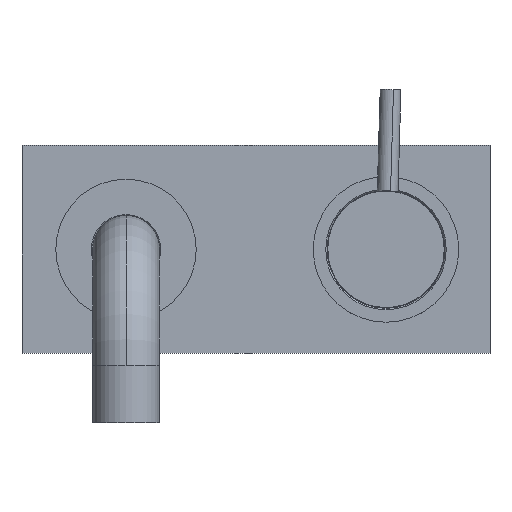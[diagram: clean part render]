
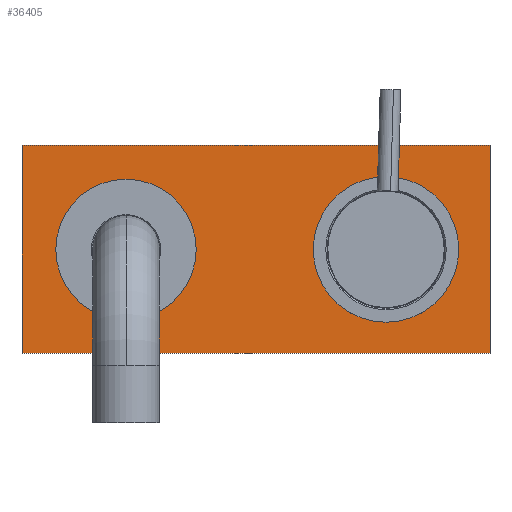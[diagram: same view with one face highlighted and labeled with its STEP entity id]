
A CAD part, top view. The second image highlights one B-rep face of the part: STEP entity #36405.
In plain terms, the highlighted planar face has unit normal (0, 0, 1).
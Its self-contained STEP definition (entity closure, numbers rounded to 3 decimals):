
#286 = DIRECTION ( 'NONE',  ( -1., 0., 0. ) ) ;
#708 = VECTOR ( 'NONE', #33418, 1000. ) ;
#1059 = LINE ( 'NONE', #2534, #11975 ) ;
#1304 = AXIS2_PLACEMENT_3D ( 'NONE', #35887, #11053, #40000 ) ;
#1570 = DIRECTION ( 'NONE',  ( 0., 1., 0. ) ) ;
#2534 = CARTESIAN_POINT ( 'NONE',  ( -90., 40., 57.3 ) ) ;
#3387 = VERTEX_POINT ( 'NONE', #4325 ) ;
#4215 = ORIENTED_EDGE ( 'NONE', *, *, #39337, .F. ) ;
#4325 = CARTESIAN_POINT ( 'NONE',  ( 73., 0., 57.3 ) ) ;
#5906 = EDGE_CURVE ( 'NONE', #24557, #37166, #9994, .T. ) ;
#7163 = CARTESIAN_POINT ( 'NONE',  ( 27., 0., 57.3 ) ) ;
#8523 = CARTESIAN_POINT ( 'NONE',  ( -90., -40., 57.3 ) ) ;
#8541 = CARTESIAN_POINT ( 'NONE',  ( -90., 40., 57.3 ) ) ;
#9994 = CIRCLE ( 'NONE', #28277, 27. ) ;
#10314 = EDGE_CURVE ( 'NONE', #37166, #24557, #34563, .T. ) ;
#10663 = ORIENTED_EDGE ( 'NONE', *, *, #33166, .F. ) ;
#11053 = DIRECTION ( 'NONE',  ( 0., 0., -1. ) ) ;
#11368 = DIRECTION ( 'NONE',  ( 0., 0., -1. ) ) ;
#11975 = VECTOR ( 'NONE', #18855, 1000. ) ;
#12529 = EDGE_CURVE ( 'NONE', #43273, #51112, #1059, .T. ) ;
#12752 = DIRECTION ( 'NONE',  ( 1., 0., 0. ) ) ;
#13044 = AXIS2_PLACEMENT_3D ( 'NONE', #49685, #25053, #286 ) ;
#14548 = ORIENTED_EDGE ( 'NONE', *, *, #12529, .F. ) ;
#14826 = CARTESIAN_POINT ( 'NONE',  ( -90., 40., 57.3 ) ) ;
#15231 = ORIENTED_EDGE ( 'NONE', *, *, #20710, .T. ) ;
#16078 = EDGE_CURVE ( 'NONE', #39650, #33783, #48136, .T. ) ;
#17815 = FACE_OUTER_BOUND ( 'NONE', #21528, .T. ) ;
#18624 = CARTESIAN_POINT ( 'NONE',  ( 0., 0., 57.3 ) ) ;
#18855 = DIRECTION ( 'NONE',  ( 0., 1., 0. ) ) ;
#19632 = CARTESIAN_POINT ( 'NONE',  ( -50., -27., 57.3 ) ) ;
#19786 = ORIENTED_EDGE ( 'NONE', *, *, #10314, .T. ) ;
#19993 = VECTOR ( 'NONE', #12752, 1000. ) ;
#20710 = EDGE_CURVE ( 'NONE', #3387, #24322, #37791, .T. ) ;
#21528 = EDGE_LOOP ( 'NONE', ( #38550, #4215, #14548, #10663 ) ) ;
#22770 = DIRECTION ( 'NONE',  ( 1., 0., 0. ) ) ;
#22874 = CARTESIAN_POINT ( 'NONE',  ( 90., 40., 57.3 ) ) ;
#24322 = VERTEX_POINT ( 'NONE', #7163 ) ;
#24557 = VERTEX_POINT ( 'NONE', #33999 ) ;
#25053 = DIRECTION ( 'NONE',  ( 0., 0., -1. ) ) ;
#25906 = CARTESIAN_POINT ( 'NONE',  ( 90., -40., 57.3 ) ) ;
#26307 = EDGE_CURVE ( 'NONE', #24322, #3387, #31395, .T. ) ;
#26340 = DIRECTION ( 'NONE',  ( 0., 0., -1. ) ) ;
#26757 = PLANE ( 'NONE',  #50192 ) ;
#28277 = AXIS2_PLACEMENT_3D ( 'NONE', #36200, #11368, #40300 ) ;
#31395 = CIRCLE ( 'NONE', #13044, 23. ) ;
#33166 = EDGE_CURVE ( 'NONE', #33783, #43273, #43355, .T. ) ;
#33418 = DIRECTION ( 'NONE',  ( -1., 0., 0. ) ) ;
#33783 = VERTEX_POINT ( 'NONE', #25906 ) ;
#33858 = ORIENTED_EDGE ( 'NONE', *, *, #5906, .T. ) ;
#33999 = CARTESIAN_POINT ( 'NONE',  ( -50., 27., 57.3 ) ) ;
#34563 = CIRCLE ( 'NONE', #52975, 27. ) ;
#34904 = ORIENTED_EDGE ( 'NONE', *, *, #26307, .T. ) ;
#35887 = CARTESIAN_POINT ( 'NONE',  ( 50., 0., 57.3 ) ) ;
#35896 = CARTESIAN_POINT ( 'NONE',  ( 90., 40., 57.3 ) ) ;
#36127 = EDGE_LOOP ( 'NONE', ( #33858, #19786 ) ) ;
#36200 = CARTESIAN_POINT ( 'NONE',  ( -50., 0., 57.3 ) ) ;
#36405 = ADVANCED_FACE ( 'NONE', ( #50663, #39769, #17815 ), #26757, .T. ) ;
#37166 = VERTEX_POINT ( 'NONE', #19632 ) ;
#37791 = CIRCLE ( 'NONE', #1304, 23. ) ;
#38550 = ORIENTED_EDGE ( 'NONE', *, *, #16078, .F. ) ;
#38713 = CARTESIAN_POINT ( 'NONE',  ( -90., -40., 57.3 ) ) ;
#39337 = EDGE_CURVE ( 'NONE', #51112, #39650, #41962, .T. ) ;
#39650 = VERTEX_POINT ( 'NONE', #22874 ) ;
#39769 = FACE_BOUND ( 'NONE', #42556, .T. ) ;
#40000 = DIRECTION ( 'NONE',  ( -1., 0., 0. ) ) ;
#40011 = DIRECTION ( 'NONE',  ( 0., -1., 0. ) ) ;
#40300 = DIRECTION ( 'NONE',  ( 0., 1., 0. ) ) ;
#41962 = LINE ( 'NONE', #8541, #19993 ) ;
#42556 = EDGE_LOOP ( 'NONE', ( #15231, #34904 ) ) ;
#43273 = VERTEX_POINT ( 'NONE', #38713 ) ;
#43355 = LINE ( 'NONE', #8523, #708 ) ;
#46862 = VECTOR ( 'NONE', #40011, 1000. ) ;
#47426 = DIRECTION ( 'NONE',  ( 0., 0., 1. ) ) ;
#48136 = LINE ( 'NONE', #35896, #46862 ) ;
#49685 = CARTESIAN_POINT ( 'NONE',  ( 50., 0., 57.3 ) ) ;
#50192 = AXIS2_PLACEMENT_3D ( 'NONE', #18624, #47426, #22770 ) ;
#50663 = FACE_BOUND ( 'NONE', #36127, .T. ) ;
#50959 = CARTESIAN_POINT ( 'NONE',  ( -50., 0., 57.3 ) ) ;
#51112 = VERTEX_POINT ( 'NONE', #14826 ) ;
#52975 = AXIS2_PLACEMENT_3D ( 'NONE', #50959, #26340, #1570 ) ;
